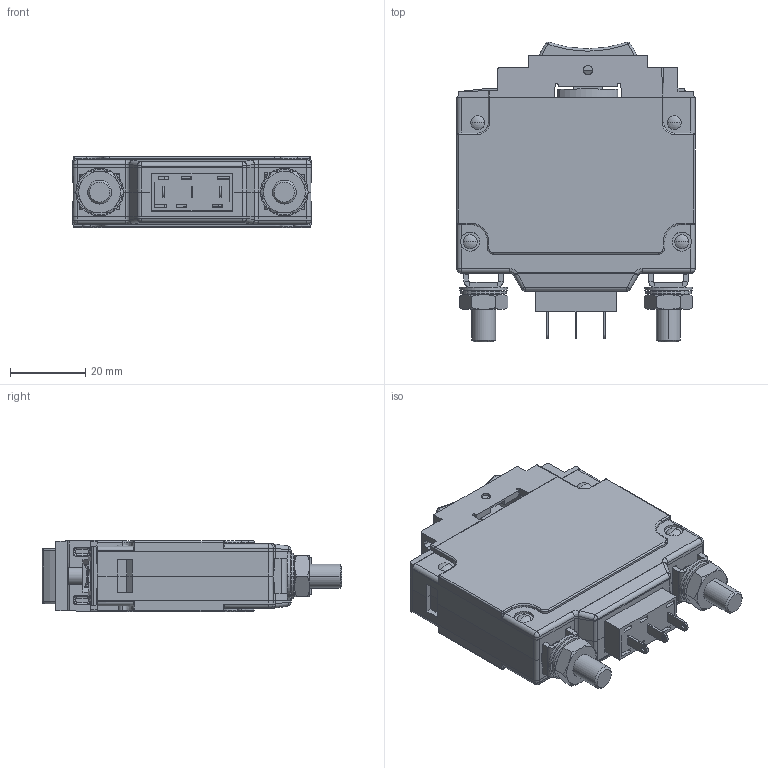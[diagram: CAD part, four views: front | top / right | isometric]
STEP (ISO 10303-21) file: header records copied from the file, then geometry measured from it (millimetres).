
FILE_DESCRIPTION((''),'2;1');
FILE_NAME('CF1_STUD_AUX','2012-01-25T',('danboyden'),(''),'PRO/ENGINEER BY PARAMETRIC TECHNOLOGY CORPORATION, 2010280','PRO/ENGINEER BY PARAMETRIC TECHNOLOGY CORPORATION, 2010280','');
FILE_SCHEMA(('CONFIG_CONTROL_DESIGN'));
Products named in the file (1): CF1_STUD_AUX
Bounding box: 63.5 x 79.91 x 18.95 mm (x, y, z)
Volume: 33274.7 mm3; surface area: 32969.3 mm2
Topology: 2 solids, 2 shells, 4351 faces, 12193 edges, 7937 vertices
Faces by surface type: plane 3435, cylinder 434, extrusion 198, bspline 113, cone 111, sphere 34, torus 26
Entity records: 152298 total; most frequent: CARTESIAN_POINT 41918, ORIENTED_EDGE 24350, DIRECTION 20223, EDGE_CURVE 12175, VECTOR 10539, LINE 10341, VERTEX_POINT 7937, AXIS2_PLACEMENT_3D 4842
